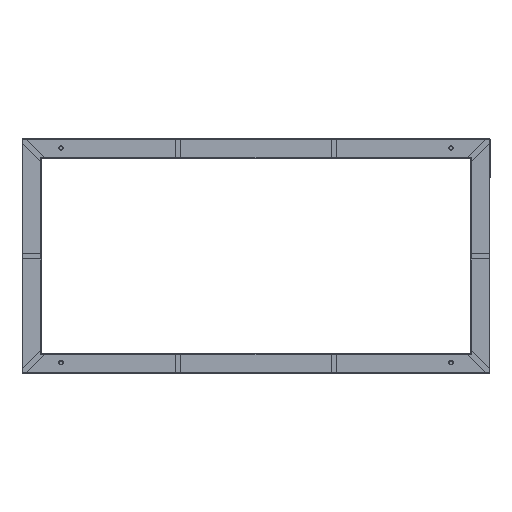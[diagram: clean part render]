
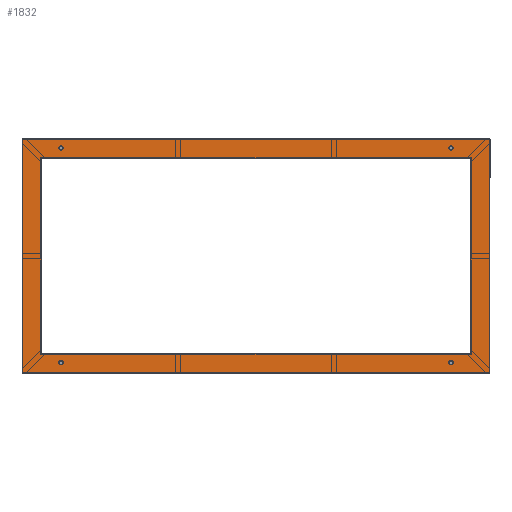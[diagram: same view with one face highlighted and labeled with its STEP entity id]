
A CAD part, top view. The second image highlights one B-rep face of the part: STEP entity #1832.
In plain terms, the highlighted face is planar.
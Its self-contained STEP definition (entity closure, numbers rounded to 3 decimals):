
#95=FACE_BOUND('',#318,.T.);
#96=FACE_BOUND('',#319,.T.);
#97=FACE_BOUND('',#320,.T.);
#98=FACE_BOUND('',#321,.T.);
#99=FACE_BOUND('',#322,.T.);
#126=PLANE('',#2029);
#208=FACE_OUTER_BOUND('',#317,.T.);
#317=EDGE_LOOP('',(#1350,#1351,#1352,#1353));
#318=EDGE_LOOP('',(#1354));
#319=EDGE_LOOP('',(#1355));
#320=EDGE_LOOP('',(#1356));
#321=EDGE_LOOP('',(#1357));
#322=EDGE_LOOP('',(#1358,#1359,#1360,#1361));
#444=LINE('',#2758,#640);
#446=LINE('',#2766,#642);
#449=LINE('',#2775,#645);
#450=LINE('',#2777,#646);
#477=LINE('',#2832,#673);
#478=LINE('',#2834,#674);
#479=LINE('',#2836,#675);
#480=LINE('',#2837,#676);
#640=VECTOR('',#2215,10.);
#642=VECTOR('',#2223,10.);
#645=VECTOR('',#2232,10.);
#646=VECTOR('',#2235,10.);
#673=VECTOR('',#2268,10.);
#674=VECTOR('',#2269,10.);
#675=VECTOR('',#2270,10.);
#676=VECTOR('',#2271,10.);
#832=CIRCLE('',#2008,1.5);
#834=CIRCLE('',#2011,1.5);
#836=CIRCLE('',#2014,1.5);
#838=CIRCLE('',#2017,1.5);
#880=VERTEX_POINT('',#2732);
#882=VERTEX_POINT('',#2738);
#884=VERTEX_POINT('',#2744);
#886=VERTEX_POINT('',#2750);
#888=VERTEX_POINT('',#2756);
#889=VERTEX_POINT('',#2757);
#892=VERTEX_POINT('',#2765);
#895=VERTEX_POINT('',#2773);
#919=VERTEX_POINT('',#2830);
#920=VERTEX_POINT('',#2831);
#921=VERTEX_POINT('',#2833);
#922=VERTEX_POINT('',#2835);
#1038=EDGE_CURVE('',#880,#880,#832,.T.);
#1041=EDGE_CURVE('',#882,#882,#834,.T.);
#1044=EDGE_CURVE('',#884,#884,#836,.T.);
#1047=EDGE_CURVE('',#886,#886,#838,.T.);
#1050=EDGE_CURVE('',#888,#889,#444,.T.);
#1054=EDGE_CURVE('',#889,#892,#446,.T.);
#1059=EDGE_CURVE('',#895,#888,#449,.T.);
#1060=EDGE_CURVE('',#892,#895,#450,.T.);
#1087=EDGE_CURVE('',#919,#920,#477,.T.);
#1088=EDGE_CURVE('',#921,#919,#478,.T.);
#1089=EDGE_CURVE('',#922,#921,#479,.T.);
#1090=EDGE_CURVE('',#920,#922,#480,.T.);
#1350=ORIENTED_EDGE('',*,*,#1087,.F.);
#1351=ORIENTED_EDGE('',*,*,#1088,.F.);
#1352=ORIENTED_EDGE('',*,*,#1089,.F.);
#1353=ORIENTED_EDGE('',*,*,#1090,.F.);
#1354=ORIENTED_EDGE('',*,*,#1038,.T.);
#1355=ORIENTED_EDGE('',*,*,#1041,.T.);
#1356=ORIENTED_EDGE('',*,*,#1044,.T.);
#1357=ORIENTED_EDGE('',*,*,#1047,.T.);
#1358=ORIENTED_EDGE('',*,*,#1050,.F.);
#1359=ORIENTED_EDGE('',*,*,#1059,.F.);
#1360=ORIENTED_EDGE('',*,*,#1060,.F.);
#1361=ORIENTED_EDGE('',*,*,#1054,.F.);
#1832=ADVANCED_FACE('',(#208,#95,#96,#97,#98,#99),#126,.F.);
#2008=AXIS2_PLACEMENT_3D('',#2733,#2187,#2188);
#2011=AXIS2_PLACEMENT_3D('',#2739,#2194,#2195);
#2014=AXIS2_PLACEMENT_3D('',#2745,#2201,#2202);
#2017=AXIS2_PLACEMENT_3D('',#2751,#2208,#2209);
#2029=AXIS2_PLACEMENT_3D('',#2829,#2266,#2267);
#2187=DIRECTION('center_axis',(0.,0.,1.));
#2188=DIRECTION('ref_axis',(-1.,0.,0.));
#2194=DIRECTION('center_axis',(0.,0.,1.));
#2195=DIRECTION('ref_axis',(-1.,0.,0.));
#2201=DIRECTION('center_axis',(0.,0.,1.));
#2202=DIRECTION('ref_axis',(-1.,0.,0.));
#2208=DIRECTION('center_axis',(0.,0.,1.));
#2209=DIRECTION('ref_axis',(-1.,0.,0.));
#2215=DIRECTION('',(-1.,0.,0.));
#2223=DIRECTION('',(0.,1.,0.));
#2232=DIRECTION('',(0.,-1.,0.));
#2235=DIRECTION('',(1.,0.,0.));
#2266=DIRECTION('center_axis',(0.,0.,1.));
#2267=DIRECTION('ref_axis',(1.,0.,0.));
#2268=DIRECTION('',(1.,0.,0.));
#2269=DIRECTION('',(0.,-1.,0.));
#2270=DIRECTION('',(-1.,0.,0.));
#2271=DIRECTION('',(0.,1.,0.));
#2732=CARTESIAN_POINT('',(-498.5,275.,0.));
#2733=CARTESIAN_POINT('Origin',(-500.,275.,0.));
#2738=CARTESIAN_POINT('',(501.5,-275.,0.));
#2739=CARTESIAN_POINT('Origin',(500.,-275.,0.));
#2744=CARTESIAN_POINT('',(501.5,275.,0.));
#2745=CARTESIAN_POINT('Origin',(500.,275.,0.));
#2750=CARTESIAN_POINT('',(-498.5,-275.,0.));
#2751=CARTESIAN_POINT('Origin',(-500.,-275.,0.));
#2756=CARTESIAN_POINT('',(550.75,-250.75,0.));
#2757=CARTESIAN_POINT('',(-550.75,-250.75,0.));
#2758=CARTESIAN_POINT('',(-275.,-250.75,0.));
#2765=CARTESIAN_POINT('',(-550.75,250.75,0.));
#2766=CARTESIAN_POINT('',(-550.75,125.,0.));
#2773=CARTESIAN_POINT('',(550.75,250.75,0.));
#2775=CARTESIAN_POINT('',(550.75,-125.,0.));
#2777=CARTESIAN_POINT('',(275.,250.75,0.));
#2829=CARTESIAN_POINT('Origin',(0.,0.,
0.));
#2830=CARTESIAN_POINT('',(-599.25,-299.25,0.));
#2831=CARTESIAN_POINT('',(599.25,-299.25,0.));
#2832=CARTESIAN_POINT('',(-300.,-299.25,0.));
#2833=CARTESIAN_POINT('',(-599.25,299.25,0.));
#2834=CARTESIAN_POINT('',(-599.25,150.,0.));
#2835=CARTESIAN_POINT('',(599.25,299.25,0.));
#2836=CARTESIAN_POINT('',(300.,299.25,0.));
#2837=CARTESIAN_POINT('',(599.25,-150.,0.));
